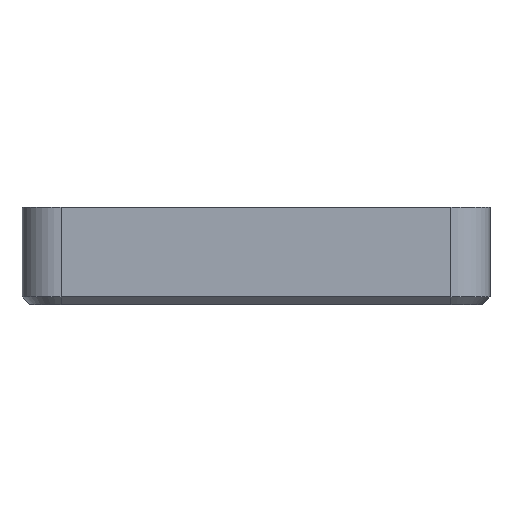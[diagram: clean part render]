
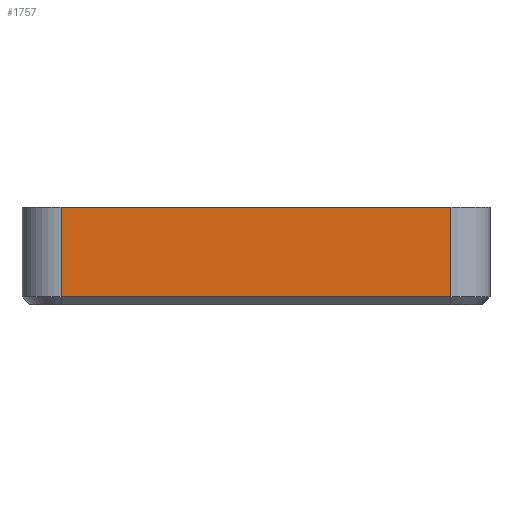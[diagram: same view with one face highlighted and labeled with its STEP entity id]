
A CAD part, front view. The second image highlights one B-rep face of the part: STEP entity #1757.
In plain terms, the highlighted planar face has unit normal (0, -1, 0).
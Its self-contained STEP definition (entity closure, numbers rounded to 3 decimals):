
#205=FACE_OUTER_BOUND('',#319,.T.);
#319=EDGE_LOOP('',(#1559,#1560,#1561,#1562));
#343=LINE('',#2480,#529);
#482=LINE('',#2860,#668);
#487=LINE('',#2873,#673);
#513=LINE('',#2927,#699);
#529=VECTOR('',#1967,10.);
#668=VECTOR('',#2306,10.);
#673=VECTOR('',#2323,10.);
#699=VECTOR('',#2405,10.);
#716=VERTEX_POINT('',#2477);
#717=VERTEX_POINT('',#2479);
#857=VERTEX_POINT('',#2854);
#858=VERTEX_POINT('',#2858);
#877=EDGE_CURVE('',#716,#717,#343,.T.);
#1066=EDGE_CURVE('',#857,#858,#482,.T.);
#1073=EDGE_CURVE('',#717,#857,#487,.T.);
#1099=EDGE_CURVE('',#858,#716,#513,.T.);
#1559=ORIENTED_EDGE('',*,*,#1066,.F.);
#1560=ORIENTED_EDGE('',*,*,#1073,.F.);
#1561=ORIENTED_EDGE('',*,*,#877,.F.);
#1562=ORIENTED_EDGE('',*,*,#1099,.F.);
#1664=PLANE('',#1925);
#1757=ADVANCED_FACE('',(#205),#1664,.T.);
#1925=AXIS2_PLACEMENT_3D('',#2926,#2403,#2404);
#1967=DIRECTION('',(1.,0.,0.));
#2306=DIRECTION('',(-1.,0.,0.));
#2323=DIRECTION('',(0.,0.,-1.));
#2403=DIRECTION('center_axis',(0.,-1.,0.));
#2404=DIRECTION('ref_axis',(1.,0.,0.));
#2405=DIRECTION('',(0.,0.,1.));
#2477=CARTESIAN_POINT('',(-2.375,-10.,25.));
#2479=CARTESIAN_POINT('',(97.625,-10.,25.));
#2480=CARTESIAN_POINT('',(107.625,-10.,25.));
#2854=CARTESIAN_POINT('',(97.625,-10.,2.));
#2858=CARTESIAN_POINT('',(-2.375,-10.,2.));
#2860=CARTESIAN_POINT('',(17.625,-10.,2.));
#2873=CARTESIAN_POINT('',(97.625,-10.,0.));
#2926=CARTESIAN_POINT('Origin',(-12.375,-10.,0.));
#2927=CARTESIAN_POINT('',(-2.375,-10.,0.));
